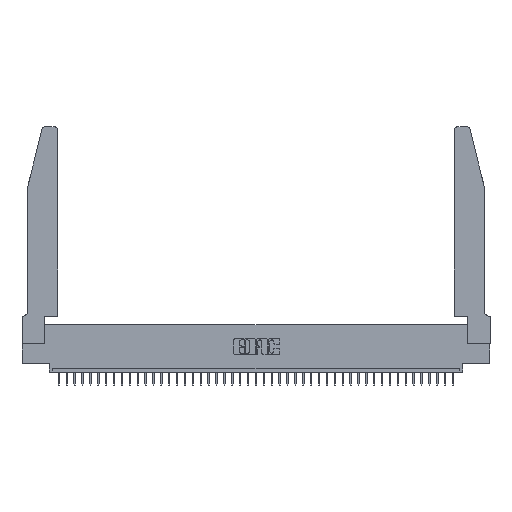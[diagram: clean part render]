
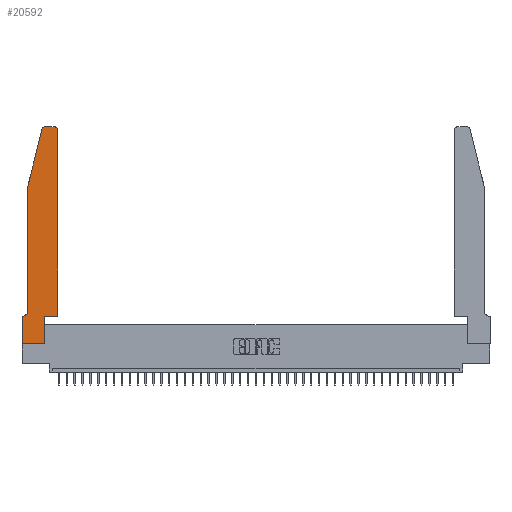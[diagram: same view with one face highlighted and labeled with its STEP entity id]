
A CAD part, top view. The second image highlights one B-rep face of the part: STEP entity #20592.
In plain terms, the highlighted planar face has unit normal (0, 0, 1).
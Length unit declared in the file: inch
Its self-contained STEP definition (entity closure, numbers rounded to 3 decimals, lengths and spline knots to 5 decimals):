
#399 = DIRECTION ( 'NONE',  ( 1., 0., 0. ) ) ;
#449 = PLANE ( 'NONE',  #644 ) ;
#644 = AXIS2_PLACEMENT_3D ( 'NONE', #35949, #16488, #22848 ) ;
#652 = CARTESIAN_POINT ( 'NONE',  ( 0.25487, 2.72718, 0.37 ) ) ;
#1253 = LINE ( 'NONE', #17205, #21082 ) ;
#1307 = DIRECTION ( 'NONE',  ( -1., 0., 0. ) ) ;
#1538 = LINE ( 'NONE', #12374, #13735 ) ;
#3554 = CARTESIAN_POINT ( 'NONE',  ( 0.2865, 0.35, 0.37 ) ) ;
#3638 = CARTESIAN_POINT ( 'NONE',  ( 0.0755, 2., 0.37 ) ) ;
#4042 = CARTESIAN_POINT ( 'NONE',  ( 0., 0., 0.37 ) ) ;
#4263 = AXIS2_PLACEMENT_3D ( 'NONE', #23183, #10548, #23582 ) ;
#4973 = VECTOR ( 'NONE', #20946, 39.37008 ) ;
#5923 = CARTESIAN_POINT ( 'NONE',  ( 0., 0., 0.37 ) ) ;
#6122 = EDGE_CURVE ( 'NONE', #17080, #22843, #1538, .T. ) ;
#6645 = DIRECTION ( 'NONE',  ( 0., 0., 1. ) ) ;
#6920 = CARTESIAN_POINT ( 'NONE',  ( 0.4505, 0.35, 0.37 ) ) ;
#7078 = VECTOR ( 'NONE', #17003, 39.37008 ) ;
#7289 = AXIS2_PLACEMENT_3D ( 'NONE', #26081, #6645, #36213 ) ;
#7508 = VERTEX_POINT ( 'NONE', #22486 ) ;
#7558 = ORIENTED_EDGE ( 'NONE', *, *, #17487, .T. ) ;
#7651 = EDGE_CURVE ( 'NONE', #31894, #38040, #30922, .T. ) ;
#8104 = ORIENTED_EDGE ( 'NONE', *, *, #21421, .T. ) ;
#8684 = VERTEX_POINT ( 'NONE', #29627 ) ;
#8895 = FACE_OUTER_BOUND ( 'NONE', #14435, .T. ) ;
#9535 = VECTOR ( 'NONE', #15420, 39.37008 ) ;
#9586 = ORIENTED_EDGE ( 'NONE', *, *, #26730, .T. ) ;
#10548 = DIRECTION ( 'NONE',  ( 0., 0., -1. ) ) ;
#11232 = LINE ( 'NONE', #24030, #16343 ) ;
#11393 = ORIENTED_EDGE ( 'NONE', *, *, #41222, .T. ) ;
#11489 = ORIENTED_EDGE ( 'NONE', *, *, #26493, .T. ) ;
#12112 = LINE ( 'NONE', #40815, #16687 ) ;
#12374 = CARTESIAN_POINT ( 'NONE',  ( 0., 0., 0.37 ) ) ;
#13624 = LINE ( 'NONE', #3638, #9535 ) ;
#13735 = VECTOR ( 'NONE', #25673, 39.37008 ) ;
#14112 = LINE ( 'NONE', #40430, #4973 ) ;
#14124 = DIRECTION ( 'NONE',  ( 1., 0., 0. ) ) ;
#14302 = CIRCLE ( 'NONE', #39779, 0.03 ) ;
#14435 = EDGE_LOOP ( 'NONE', ( #16089, #15109, #30042, #9586, #23949, #11489, #33197, #37918, #8104, #7558, #37914, #11393 ) ) ;
#14467 = EDGE_CURVE ( 'NONE', #41326, #26936, #37224, .T. ) ;
#15109 = ORIENTED_EDGE ( 'NONE', *, *, #14467, .T. ) ;
#15420 = DIRECTION ( 'NONE',  ( 0., -1., 0. ) ) ;
#15685 = DIRECTION ( 'NONE',  ( 0., 0., 1. ) ) ;
#16089 = ORIENTED_EDGE ( 'NONE', *, *, #39260, .T. ) ;
#16343 = VECTOR ( 'NONE', #17795, 39.37008 ) ;
#16488 = DIRECTION ( 'NONE',  ( 0., 0., 1. ) ) ;
#16687 = VECTOR ( 'NONE', #24824, 39.37008 ) ;
#17003 = DIRECTION ( 'NONE',  ( 1., 0., 0. ) ) ;
#17080 = VERTEX_POINT ( 'NONE', #27790 ) ;
#17205 = CARTESIAN_POINT ( 'NONE',  ( 0.2605, 2.75, 0.37 ) ) ;
#17235 = CARTESIAN_POINT ( 'NONE',  ( 0.4205, 2.75, 0.37 ) ) ;
#17487 = EDGE_CURVE ( 'NONE', #32211, #23448, #32997, .T. ) ;
#17653 = CARTESIAN_POINT ( 'NONE',  ( 0.2865, 0.35, 0.37 ) ) ;
#17795 = DIRECTION ( 'NONE',  ( 0., 1., 0. ) ) ;
#18458 = CARTESIAN_POINT ( 'NONE',  ( 0.0755, 0.42, 0.37 ) ) ;
#19405 = LINE ( 'NONE', #4042, #33129 ) ;
#19839 = CARTESIAN_POINT ( 'NONE',  ( 0.4205, 2.72, 0.37 ) ) ;
#20592 = ADVANCED_FACE ( 'NONE', ( #8895 ), #449, .T. ) ;
#20667 = DIRECTION ( 'NONE',  ( 0., 1., 0. ) ) ;
#20946 = DIRECTION ( 'NONE',  ( -1., 0., 0. ) ) ;
#21082 = VECTOR ( 'NONE', #1307, 39.37008 ) ;
#21421 = EDGE_CURVE ( 'NONE', #38051, #32211, #26055, .T. ) ;
#22486 = CARTESIAN_POINT ( 'NONE',  ( 0.0755, 2., 0.37 ) ) ;
#22843 = VERTEX_POINT ( 'NONE', #5923 ) ;
#22848 = DIRECTION ( 'NONE',  ( 1., 0., 0. ) ) ;
#23183 = CARTESIAN_POINT ( 'NONE',  ( 0.0055, 0.42, 0.37 ) ) ;
#23448 = VERTEX_POINT ( 'NONE', #28146 ) ;
#23582 = DIRECTION ( 'NONE',  ( -1., 0., 0. ) ) ;
#23865 = EDGE_CURVE ( 'NONE', #23448, #8684, #11232, .T. ) ;
#23949 = ORIENTED_EDGE ( 'NONE', *, *, #7651, .T. ) ;
#24030 = CARTESIAN_POINT ( 'NONE',  ( 0.4505, 0.35, 0.37 ) ) ;
#24824 = DIRECTION ( 'NONE',  ( -0.239, -0.971, 0. ) ) ;
#25673 = DIRECTION ( 'NONE',  ( 0., -1., 0. ) ) ;
#26055 = LINE ( 'NONE', #17653, #34714 ) ;
#26081 = CARTESIAN_POINT ( 'NONE',  ( 0.284, 2.72, 0.37 ) ) ;
#26493 = EDGE_CURVE ( 'NONE', #38040, #17080, #14112, .T. ) ;
#26730 = EDGE_CURVE ( 'NONE', #7508, #31894, #13624, .T. ) ;
#26828 = VERTEX_POINT ( 'NONE', #17235 ) ;
#26936 = VERTEX_POINT ( 'NONE', #652 ) ;
#27790 = CARTESIAN_POINT ( 'NONE',  ( 0., 0.35, 0.37 ) ) ;
#28146 = CARTESIAN_POINT ( 'NONE',  ( 0.4505, 0.35, 0.37 ) ) ;
#28834 = EDGE_CURVE ( 'NONE', #22843, #38051, #19405, .T. ) ;
#29035 = CARTESIAN_POINT ( 'NONE',  ( 0.284, 2.75, 0.37 ) ) ;
#29627 = CARTESIAN_POINT ( 'NONE',  ( 0.4505, 2.72, 0.37 ) ) ;
#30042 = ORIENTED_EDGE ( 'NONE', *, *, #37212, .T. ) ;
#30922 = CIRCLE ( 'NONE', #4263, 0.07 ) ;
#31894 = VERTEX_POINT ( 'NONE', #18458 ) ;
#32211 = VERTEX_POINT ( 'NONE', #3554 ) ;
#32224 = CARTESIAN_POINT ( 'NONE',  ( 0.0055, 0.35, 0.37 ) ) ;
#32997 = LINE ( 'NONE', #6920, #7078 ) ;
#33129 = VECTOR ( 'NONE', #14124, 39.37008 ) ;
#33197 = ORIENTED_EDGE ( 'NONE', *, *, #6122, .T. ) ;
#34714 = VECTOR ( 'NONE', #20667, 39.37008 ) ;
#35949 = CARTESIAN_POINT ( 'NONE',  ( 0., 0.35, 0.37 ) ) ;
#36213 = DIRECTION ( 'NONE',  ( 1., 0., 0. ) ) ;
#37212 = EDGE_CURVE ( 'NONE', #26936, #7508, #12112, .T. ) ;
#37224 = CIRCLE ( 'NONE', #7289, 0.03 ) ;
#37914 = ORIENTED_EDGE ( 'NONE', *, *, #23865, .T. ) ;
#37918 = ORIENTED_EDGE ( 'NONE', *, *, #28834, .T. ) ;
#38040 = VERTEX_POINT ( 'NONE', #32224 ) ;
#38051 = VERTEX_POINT ( 'NONE', #39052 ) ;
#39052 = CARTESIAN_POINT ( 'NONE',  ( 0.2865, 0., 0.37 ) ) ;
#39260 = EDGE_CURVE ( 'NONE', #26828, #41326, #1253, .T. ) ;
#39779 = AXIS2_PLACEMENT_3D ( 'NONE', #19839, #15685, #399 ) ;
#40430 = CARTESIAN_POINT ( 'NONE',  ( 0.0755, 0.35, 0.37 ) ) ;
#40815 = CARTESIAN_POINT ( 'NONE',  ( 0.0755, 2., 0.37 ) ) ;
#41222 = EDGE_CURVE ( 'NONE', #8684, #26828, #14302, .T. ) ;
#41326 = VERTEX_POINT ( 'NONE', #29035 ) ;
